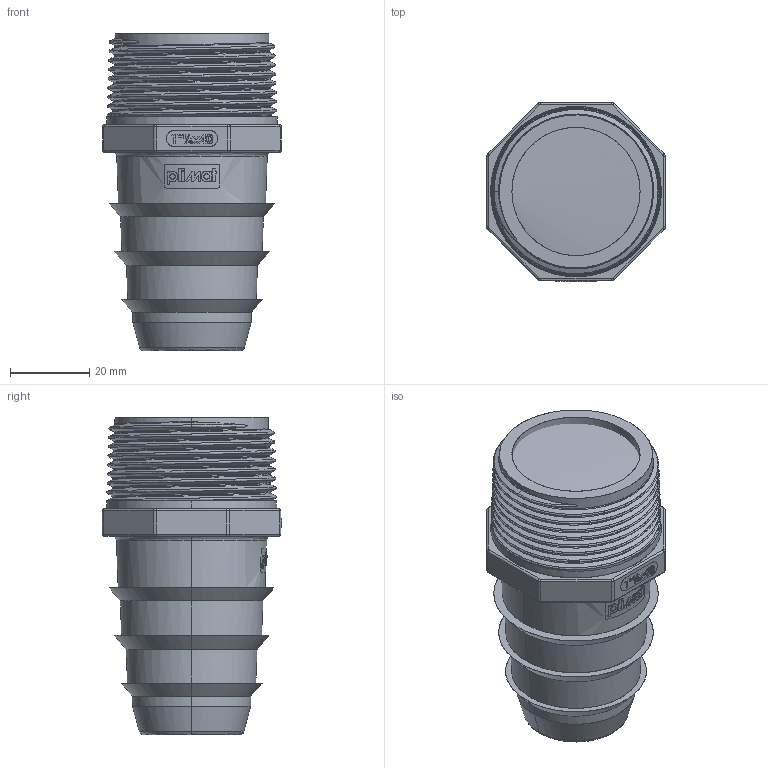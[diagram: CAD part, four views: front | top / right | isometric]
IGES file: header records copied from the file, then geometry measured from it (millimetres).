
Start section: SolidWorks IGES file using NURBS representation for surfaces
Global section: file name: 01 01 1013 114.IGS; native system: SolidWorks 2016; preprocessor: SolidWorks 2016; author: Fabio; date: 160916.143813; units: millimetre
Bounding box: 45 x 45.2 x 80 mm (x, y, z)
Surface area: 20309.7 mm2 (no closed solid volume)
Topology: 0 solids, 0 shells, 271 faces, 5499 edges, 5499 vertices
Faces by surface type: bspline 271
